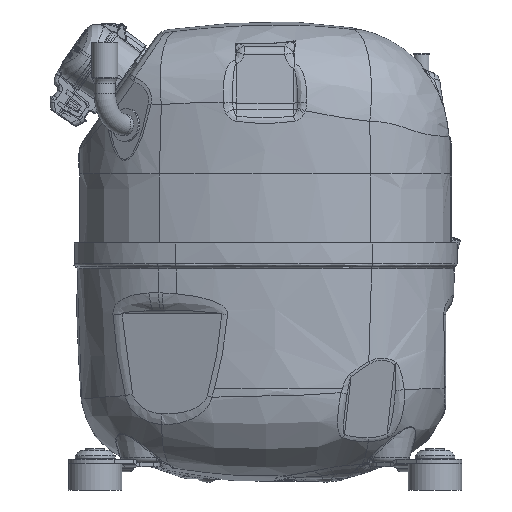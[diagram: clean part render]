
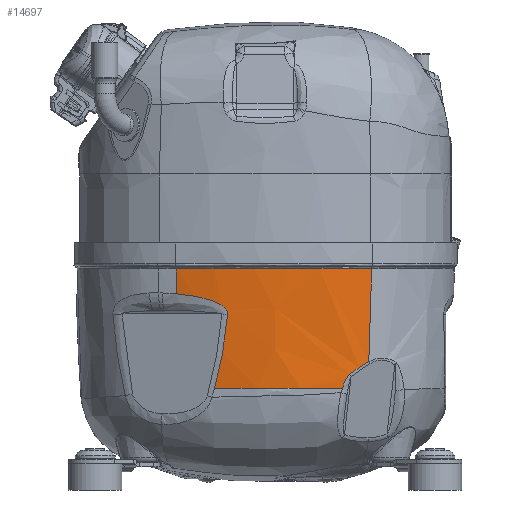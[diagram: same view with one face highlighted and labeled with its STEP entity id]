
A CAD part, front view. The second image highlights one B-rep face of the part: STEP entity #14697.
In plain terms, the highlighted free-form (B-spline) face has degree [3, 3] with [7, 4] control points.
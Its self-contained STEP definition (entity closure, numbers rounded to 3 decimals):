
#843=B_SPLINE_SURFACE_WITH_KNOTS('',3,3,((#266552,#266553,#266554,#266555),
(#266556,#266557,#266558,#266559),(#266560,#266561,#266562,#266563),(#266564,
#266565,#266566,#266567),(#266568,#266569,#266570,#266571),(#266572,#266573,
#266574,#266575),(#266576,#266577,#266578,#266579)),.UNSPECIFIED.,.F.,.F.,
 .F.,(4,3,4),(4,4),(0.,0.5,1.),(0.,1.),.UNSPECIFIED.);
#14697=ADVANCED_FACE('',(#21571),#843,.T.);
#21571=FACE_OUTER_BOUND('',#28036,.T.);
#28036=EDGE_LOOP('',(#73238,#73239,#73240,#73241,#73242,#73243,#73244,#73245));
#73238=ORIENTED_EDGE('',*,*,#99662,.T.);
#73239=ORIENTED_EDGE('',*,*,#99667,.T.);
#73240=ORIENTED_EDGE('',*,*,#99668,.T.);
#73241=ORIENTED_EDGE('',*,*,#99640,.T.);
#73242=ORIENTED_EDGE('',*,*,#99638,.T.);
#73243=ORIENTED_EDGE('',*,*,#99636,.T.);
#73244=ORIENTED_EDGE('',*,*,#99634,.T.);
#73245=ORIENTED_EDGE('',*,*,#99632,.T.);
#84462=VERTEX_POINT('',#265597);
#84463=VERTEX_POINT('',#265602);
#84464=VERTEX_POINT('',#265624);
#84465=VERTEX_POINT('',#265659);
#84466=VERTEX_POINT('',#265696);
#84467=VERTEX_POINT('',#265726);
#84476=VERTEX_POINT('',#266472);
#84479=VERTEX_POINT('',#266547);
#99632=EDGE_CURVE('',#84463,#84462,#106353,.T.);
#99634=EDGE_CURVE('',#84464,#84463,#106354,.T.);
#99636=EDGE_CURVE('',#84465,#84464,#106356,.T.);
#99638=EDGE_CURVE('',#84466,#84465,#106358,.T.);
#99640=EDGE_CURVE('',#84467,#84466,#106359,.T.);
#99662=EDGE_CURVE('',#84462,#84476,#106376,.T.);
#99667=EDGE_CURVE('',#84476,#84479,#106381,.T.);
#99668=EDGE_CURVE('',#84479,#84467,#106382,.T.);
#106353=B_SPLINE_CURVE_WITH_KNOTS('',3,(#265598,#265599,#265600,#265601),
 .UNSPECIFIED.,.F.,.F.,(4,4),(0.,1.),.UNSPECIFIED.);
#106354=B_SPLINE_CURVE_WITH_KNOTS('',3,(#265616,#265617,#265618,#265619,
#265620,#265621,#265622,#265623),.UNSPECIFIED.,.F.,.F.,(4,2,2,4),(0.,0.5,
0.75,1.),.UNSPECIFIED.);
#106356=B_SPLINE_CURVE_WITH_KNOTS('',3,(#265653,#265654,#265655,#265656,
#265657,#265658),.UNSPECIFIED.,.F.,.F.,(4,2,4),(0.,0.5,1.),
 .UNSPECIFIED.);
#106358=B_SPLINE_CURVE_WITH_KNOTS('',3,(#265692,#265693,#265694,#265695),
 .UNSPECIFIED.,.F.,.F.,(4,4),(0.,1.),.UNSPECIFIED.);
#106359=B_SPLINE_CURVE_WITH_KNOTS('',3,(#265716,#265717,#265718,#265719,
#265720,#265721,#265722,#265723,#265724,#265725),.UNSPECIFIED.,.F.,.F.,
(4,2,2,2,4),(0.,0.5,0.75,0.875,1.),.UNSPECIFIED.);
#106376=B_SPLINE_CURVE_WITH_KNOTS('',3,(#266473,#266474,#266475,#266476),
 .UNSPECIFIED.,.F.,.F.,(4,4),(0.,1.),.UNSPECIFIED.);
#106381=B_SPLINE_CURVE_WITH_KNOTS('',3,(#266539,#266540,#266541,#266542,
#266543,#266544,#266545,#266546),.UNSPECIFIED.,.F.,.F.,(4,2,2,4),(0.,0.5,
0.75,1.),.UNSPECIFIED.);
#106382=B_SPLINE_CURVE_WITH_KNOTS('',3,(#266548,#266549,#266550,#266551),
 .UNSPECIFIED.,.F.,.F.,(4,4),(0.,1.),.UNSPECIFIED.);
#265597=CARTESIAN_POINT('',(61.985,-76.42,-59.013));
#265598=CARTESIAN_POINT('',(50.466,-79.445,-66.778));
#265599=CARTESIAN_POINT('',(54.11,-78.635,-63.833));
#265600=CARTESIAN_POINT('',(57.941,-77.645,-61.199));
#265601=CARTESIAN_POINT('',(61.985,-76.42,-59.013));
#265602=CARTESIAN_POINT('',(50.466,-79.445,-66.778));
#265616=CARTESIAN_POINT('',(46.183,-80.08,-74.998));
#265617=CARTESIAN_POINT('',(46.664,-80.05,-73.506));
#265618=CARTESIAN_POINT('',(47.198,-80.001,-72.037));
#265619=CARTESIAN_POINT('',(48.189,-79.868,-69.911));
#265620=CARTESIAN_POINT('',(48.551,-79.814,-69.214));
#265621=CARTESIAN_POINT('',(49.386,-79.669,-67.903));
#265622=CARTESIAN_POINT('',(49.859,-79.58,-67.268));
#265623=CARTESIAN_POINT('',(50.466,-79.445,-66.778));
#265624=CARTESIAN_POINT('',(46.183,-80.08,-74.998));
#265653=CARTESIAN_POINT('',(-30.264,-83.231,-74.997));
#265654=CARTESIAN_POINT('',(-17.612,-85.198,-74.996));
#265655=CARTESIAN_POINT('',(-4.671,-85.935,-74.995));
#265656=CARTESIAN_POINT('',(21.055,-84.864,-74.995));
#265657=CARTESIAN_POINT('',(33.836,-83.058,-74.996));
#265658=CARTESIAN_POINT('',(46.183,-80.08,-74.998));
#265659=CARTESIAN_POINT('',(-30.264,-83.231,-74.997));
#265692=CARTESIAN_POINT('',(-22.445,-85.952,-30.857));
#265693=CARTESIAN_POINT('',(-23.788,-85.487,-45.794));
#265694=CARTESIAN_POINT('',(-26.182,-84.658,-60.622));
#265695=CARTESIAN_POINT('',(-30.264,-83.231,-74.997));
#265696=CARTESIAN_POINT('',(-22.445,-85.952,-30.857));
#265716=CARTESIAN_POINT('',(-52.999,-80.308,-18.513));
#265717=CARTESIAN_POINT('',(-47.307,-81.855,-19.012));
#265718=CARTESIAN_POINT('',(-41.597,-83.134,-19.767));
#265719=CARTESIAN_POINT('',(-33.121,-84.641,-22.004));
#265720=CARTESIAN_POINT('',(-30.303,-85.074,-22.926));
#265721=CARTESIAN_POINT('',(-26.424,-85.58,-24.997));
#265722=CARTESIAN_POINT('',(-25.164,-85.728,-25.811));
#265723=CARTESIAN_POINT('',(-23.098,-85.939,-27.945));
#265724=CARTESIAN_POINT('',(-22.31,-85.999,-29.355));
#265725=CARTESIAN_POINT('',(-22.445,-85.952,-30.857));
#265726=CARTESIAN_POINT('',(-52.999,-80.308,-18.513));
#266472=CARTESIAN_POINT('',(63.71,-77.163,-3.599));
#266473=CARTESIAN_POINT('',(61.985,-76.42,-59.013));
#266474=CARTESIAN_POINT('',(63.126,-76.908,-40.567));
#266475=CARTESIAN_POINT('',(63.698,-77.157,-22.088));
#266476=CARTESIAN_POINT('',(63.71,-77.163,-3.599));
#266539=CARTESIAN_POINT('',(63.71,-77.163,-3.599));
#266540=CARTESIAN_POINT('',(44.865,-83.443,-3.599));
#266541=CARTESIAN_POINT('',(25.573,-86.843,-3.599));
#266542=CARTESIAN_POINT('',(-4.026,-87.701,-3.599));
#266543=CARTESIAN_POINT('',(-14.018,-87.256,-3.599));
#266544=CARTESIAN_POINT('',(-33.705,-84.908,-3.599));
#266545=CARTESIAN_POINT('',(-43.418,-83.017,-3.599));
#266546=CARTESIAN_POINT('',(-53.,-80.405,-3.599));
#266547=CARTESIAN_POINT('',(-53.,-80.405,-3.599));
#266548=CARTESIAN_POINT('',(-53.,-80.405,-3.599));
#266549=CARTESIAN_POINT('',(-53.,-80.402,-8.595));
#266550=CARTESIAN_POINT('',(-53.,-80.37,-13.566));
#266551=CARTESIAN_POINT('',(-52.999,-80.308,-18.513));
#266552=CARTESIAN_POINT('',(64.372,-76.941,-3.171));
#266553=CARTESIAN_POINT('',(64.37,-76.938,-27.257));
#266554=CARTESIAN_POINT('',(63.885,-76.365,-51.344));
#266555=CARTESIAN_POINT('',(62.922,-75.225,-75.43));
#266556=CARTESIAN_POINT('',(45.789,-83.206,-3.171));
#266557=CARTESIAN_POINT('',(45.788,-83.203,-27.256));
#266558=CARTESIAN_POINT('',(45.443,-82.583,-51.341));
#266559=CARTESIAN_POINT('',(44.758,-81.349,-75.426));
#266560=CARTESIAN_POINT('',(25.815,-86.851,-3.171));
#266561=CARTESIAN_POINT('',(25.814,-86.848,-27.255));
#266562=CARTESIAN_POINT('',(25.62,-86.201,-51.34));
#266563=CARTESIAN_POINT('',(25.234,-84.913,-75.424));
#266564=CARTESIAN_POINT('',(5.689,-87.42,-3.171));
#266565=CARTESIAN_POINT('',(5.689,-87.417,-27.255));
#266566=CARTESIAN_POINT('',(5.646,-86.765,-51.34));
#266567=CARTESIAN_POINT('',(5.561,-85.468,-75.424));
#266568=CARTESIAN_POINT('',(-14.437,-87.988,-3.171));
#266569=CARTESIAN_POINT('',(-14.436,-87.985,-27.255));
#266570=CARTESIAN_POINT('',(-14.327,-87.329,-51.34));
#266571=CARTESIAN_POINT('',(-14.111,-86.024,-75.424));
#266572=CARTESIAN_POINT('',(-34.675,-85.476,-3.171));
#266573=CARTESIAN_POINT('',(-34.674,-85.473,-27.256));
#266574=CARTESIAN_POINT('',(-34.413,-84.836,-51.341));
#266575=CARTESIAN_POINT('',(-33.894,-83.569,-75.425));
#266576=CARTESIAN_POINT('',(-53.732,-80.204,-3.171));
#266577=CARTESIAN_POINT('',(-53.731,-80.201,-27.257));
#266578=CARTESIAN_POINT('',(-53.326,-79.603,-51.342));
#266579=CARTESIAN_POINT('',(-52.522,-78.415,-75.428));
